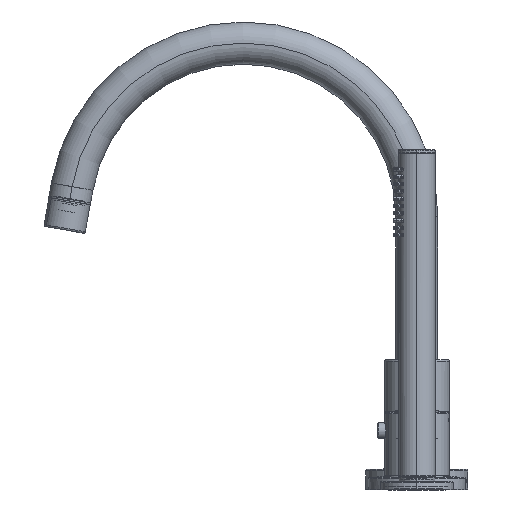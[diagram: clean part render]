
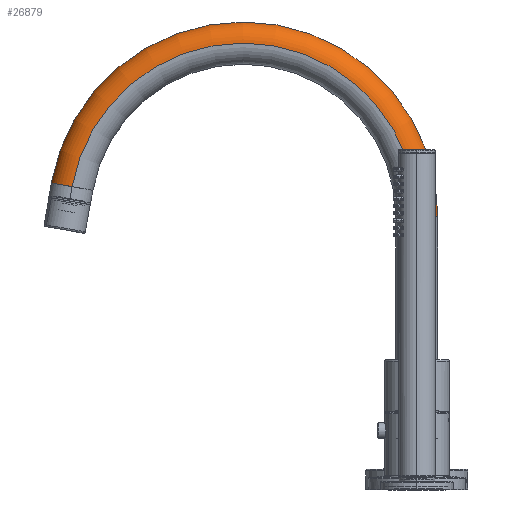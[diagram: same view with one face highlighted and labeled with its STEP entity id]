
A CAD part, left-side view. The second image highlights one B-rep face of the part: STEP entity #26879.
In plain terms, the highlighted toroidal (fillet/blend) face has major radius 107 mm and minor radius 13 mm.
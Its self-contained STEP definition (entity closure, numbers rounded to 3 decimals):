
#26766=CARTESIAN_POINT('Vertex',(-13.,0.,267.4)) ;
#26780=CARTESIAN_POINT('Vertex',(0.,-13.,267.4)) ;
#26783=CARTESIAN_POINT('Axis2P3D Location',(0.,0.,267.4)) ;
#26829=CARTESIAN_POINT('Axis2P3D Location',(0.,107.,267.4)) ;
#26833=CARTESIAN_POINT('Vertex',(0.,225.177,288.238)) ;
#26856=CARTESIAN_POINT('Axis2P3D Location',(0.,107.,267.4)) ;
#26861=CARTESIAN_POINT('Axis2P3D Location',(0.,212.374,285.98)) ;
#26865=CARTESIAN_POINT('Vertex',(-13.,212.374,285.98)) ;
#26868=CARTESIAN_POINT('Axis2P3D Location',(-13.,107.,267.4)) ;
#26784=DIRECTION('Axis2P3D Direction',(0.,0.,1.)) ;
#26830=DIRECTION('Axis2P3D Direction',(1.,0.,-0.)) ;
#26857=DIRECTION('Axis2P3D Direction',(1.,0.,0.)) ;
#26858=DIRECTION('Axis2P3D XDirection',(0.,0.985,0.174)) ;
#26862=DIRECTION('Axis2P3D Direction',(0.,0.174,-0.985)) ;
#26869=DIRECTION('Axis2P3D Direction',(1.,0.,-0.)) ;
#26785=AXIS2_PLACEMENT_3D('Circle Axis2P3D',#26783,#26784,$) ;
#26831=AXIS2_PLACEMENT_3D('Circle Axis2P3D',#26829,#26830,$) ;
#26859=AXIS2_PLACEMENT_3D('Torus Axis2P3D',#26856,#26857,#26858) ;
#26863=AXIS2_PLACEMENT_3D('Circle Axis2P3D',#26861,#26862,$) ;
#26870=AXIS2_PLACEMENT_3D('Circle Axis2P3D',#26868,#26869,$) ;
#26786=CIRCLE('generated circle',#26785,13.) ;
#26832=CIRCLE('generated circle',#26831,120.) ;
#26864=CIRCLE('generated circle',#26863,13.) ;
#26871=CIRCLE('generated circle',#26870,107.) ;
#26860=TOROIDAL_SURFACE('homeo Torus',#26859,107.,13.) ;
#26787=EDGE_CURVE('',#26767,#26781,#26786,.T.) ;
#26835=EDGE_CURVE('',#26834,#26781,#26832,.T.) ;
#26867=EDGE_CURVE('',#26866,#26834,#26864,.T.) ;
#26872=EDGE_CURVE('',#26866,#26767,#26871,.T.) ;
#26874=ORIENTED_EDGE('',*,*,#26835,.F.) ;
#26875=ORIENTED_EDGE('',*,*,#26867,.F.) ;
#26876=ORIENTED_EDGE('',*,*,#26872,.T.) ;
#26877=ORIENTED_EDGE('',*,*,#26787,.T.) ;
#26873=EDGE_LOOP('',(#26874,#26875,#26876,#26877)) ;
#26767=VERTEX_POINT('',#26766) ;
#26781=VERTEX_POINT('',#26780) ;
#26834=VERTEX_POINT('',#26833) ;
#26866=VERTEX_POINT('',#26865) ;
#26879=ADVANCED_FACE('P42228.1\\PartBody',(#26878),#26860,.T.) ;
#26878=FACE_OUTER_BOUND('',#26873,.T.) ;
